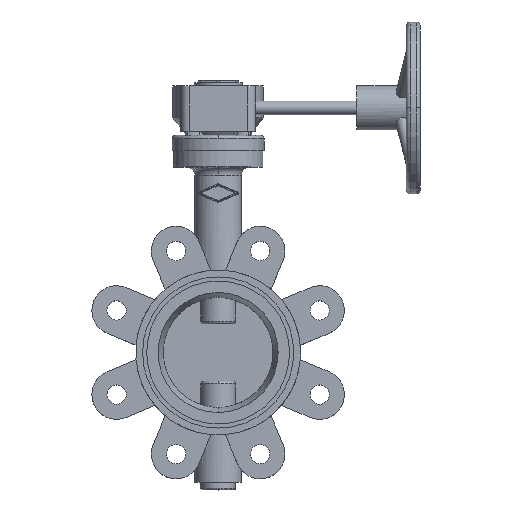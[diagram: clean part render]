
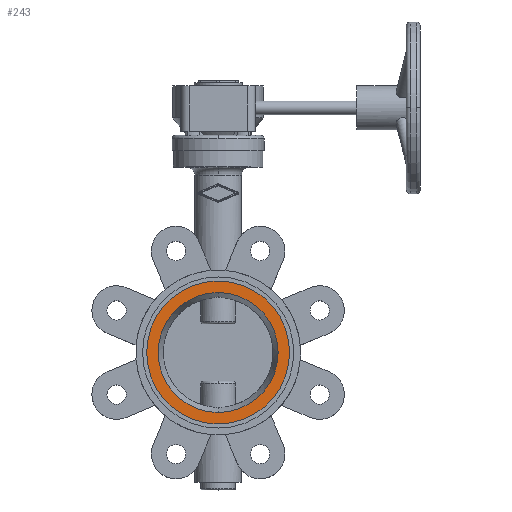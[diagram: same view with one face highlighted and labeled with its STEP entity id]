
A CAD part, top view. The second image highlights one B-rep face of the part: STEP entity #243.
In plain terms, the highlighted planar face has unit normal (0, 0, 1).
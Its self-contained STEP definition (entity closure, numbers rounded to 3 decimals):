
#243 = ADVANCED_FACE( '', ( #683, #684 ), #685, .T. );
#683 = FACE_BOUND( '', #1309, .T. );
#684 = FACE_OUTER_BOUND( '', #1310, .T. );
#685 = PLANE( '', #1311 );
#1309 = EDGE_LOOP( '', ( #2674, #2675 ) );
#1310 = EDGE_LOOP( '', ( #2676, #2677 ) );
#1311 = AXIS2_PLACEMENT_3D( '', #2678, #2679, #2680 );
#2674 = ORIENTED_EDGE( '', *, *, #4534, .F. );
#2675 = ORIENTED_EDGE( '', *, *, #4222, .F. );
#2676 = ORIENTED_EDGE( '', *, *, #4533, .T. );
#2677 = ORIENTED_EDGE( '', *, *, #4224, .T. );
#2678 = CARTESIAN_POINT( '', ( 0., 47.84, -1. ) );
#2679 = DIRECTION( '', ( 0., 0., 1. ) );
#2680 = DIRECTION( '', ( 0., 1., 0. ) );
#4222 = EDGE_CURVE( '', #5104, #5096, #5106, .T. );
#4224 = EDGE_CURVE( '', #5110, #5107, #5111, .T. );
#4533 = EDGE_CURVE( '', #5107, #5110, #5619, .T. );
#4534 = EDGE_CURVE( '', #5096, #5104, #5620, .T. );
#5096 = VERTEX_POINT( '', #6546 );
#5104 = VERTEX_POINT( '', #6573 );
#5106 = CIRCLE( '', #6576, 43.68 );
#5107 = VERTEX_POINT( '', #6577 );
#5110 = VERTEX_POINT( '', #6581 );
#5111 = CIRCLE( '', #6582, 52. );
#5619 = CIRCLE( '', #7929, 52. );
#5620 = CIRCLE( '', #7930, 43.68 );
#6546 = CARTESIAN_POINT( '', ( 0., 43.68, -1. ) );
#6573 = CARTESIAN_POINT( '', ( 0., -43.68, -1. ) );
#6576 = AXIS2_PLACEMENT_3D( '', #10035, #10036, #10037 );
#6577 = CARTESIAN_POINT( '', ( 0., 52., -1. ) );
#6581 = CARTESIAN_POINT( '', ( 0., -52., -1. ) );
#6582 = AXIS2_PLACEMENT_3D( '', #10039, #10040, #10041 );
#7929 = AXIS2_PLACEMENT_3D( '', #10576, #10577, #10578 );
#7930 = AXIS2_PLACEMENT_3D( '', #10579, #10580, #10581 );
#10035 = CARTESIAN_POINT( '', ( 0., 0., -1. ) );
#10036 = DIRECTION( '', ( 0., 0., 1. ) );
#10037 = DIRECTION( '', ( 0., 1., 0. ) );
#10039 = CARTESIAN_POINT( '', ( 0., 0., -1. ) );
#10040 = DIRECTION( '', ( 0., 0., 1. ) );
#10041 = DIRECTION( '', ( 0., 1., 0. ) );
#10576 = CARTESIAN_POINT( '', ( 0., 0., -1. ) );
#10577 = DIRECTION( '', ( 0., 0., 1. ) );
#10578 = DIRECTION( '', ( 0., 1., 0. ) );
#10579 = CARTESIAN_POINT( '', ( 0., 0., -1. ) );
#10580 = DIRECTION( '', ( 0., 0., 1. ) );
#10581 = DIRECTION( '', ( 0., 1., 0. ) );
